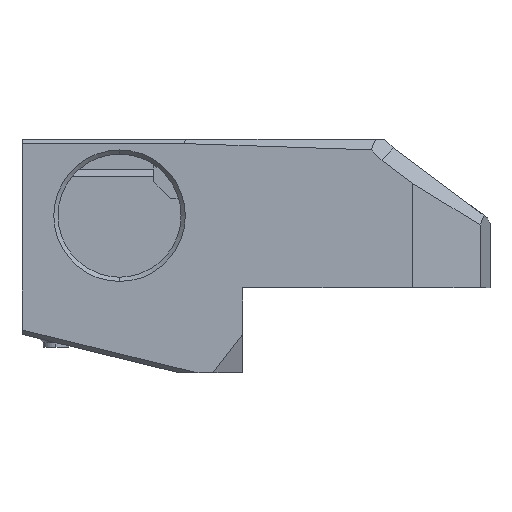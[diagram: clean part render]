
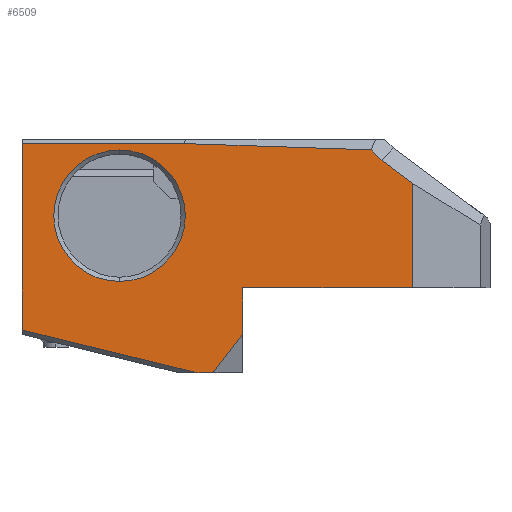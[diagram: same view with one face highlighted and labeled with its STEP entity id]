
A CAD part, left-side view. The second image highlights one B-rep face of the part: STEP entity #6509.
In plain terms, the highlighted planar face has unit normal (-1, 0, 0).
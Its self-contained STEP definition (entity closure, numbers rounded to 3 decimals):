
#16 = VECTOR ( 'NONE', #387, 1000. ) ;
#106 = CARTESIAN_POINT ( 'NONE',  ( -20., -7.307, -0.474 ) ) ;
#184 = DIRECTION ( 'NONE',  ( 0., -0.972, -0.236 ) ) ;
#259 = VECTOR ( 'NONE', #184, 1000. ) ;
#265 = CIRCLE ( 'NONE', #3097, 15.5 ) ;
#277 = VECTOR ( 'NONE', #1211, 1000. ) ;
#278 = ORIENTED_EDGE ( 'NONE', *, *, #4899, .T. ) ;
#284 = ORIENTED_EDGE ( 'NONE', *, *, #2355, .F. ) ;
#387 = DIRECTION ( 'NONE',  ( 0., 1., 0. ) ) ;
#461 = CARTESIAN_POINT ( 'NONE',  ( -20., 33.802, 0.899 ) ) ;
#536 = VERTEX_POINT ( 'NONE', #106 ) ;
#541 = LINE ( 'NONE', #6101, #1465 ) ;
#714 = EDGE_CURVE ( 'NONE', #5465, #6014, #1228, .T. ) ;
#715 = CARTESIAN_POINT ( 'NONE',  ( -20., 23., -33. ) ) ;
#778 = VERTEX_POINT ( 'NONE', #4460 ) ;
#781 = CARTESIAN_POINT ( 'NONE',  ( -20., -9.868, -3.035 ) ) ;
#817 = CARTESIAN_POINT ( 'NONE',  ( -20., 75., -42.971 ) ) ;
#870 = ORIENTED_EDGE ( 'NONE', *, *, #6367, .T. ) ;
#975 = ORIENTED_EDGE ( 'NONE', *, *, #1418, .T. ) ;
#1193 = DIRECTION ( 'NONE',  ( 0., 0., -1. ) ) ;
#1211 = DIRECTION ( 'NONE',  ( 0., 0., 1. ) ) ;
#1228 = LINE ( 'NONE', #6363, #5545 ) ;
#1258 = VERTEX_POINT ( 'NONE', #1350 ) ;
#1288 = VERTEX_POINT ( 'NONE', #3364 ) ;
#1320 = CARTESIAN_POINT ( 'NONE',  ( -20., -17.05, -33. ) ) ;
#1324 = ORIENTED_EDGE ( 'NONE', *, *, #6442, .F. ) ;
#1350 = CARTESIAN_POINT ( 'NONE',  ( -20., 30., -53. ) ) ;
#1418 = EDGE_CURVE ( 'NONE', #778, #1258, #4348, .T. ) ;
#1465 = VECTOR ( 'NONE', #1549, 1000. ) ;
#1497 = EDGE_LOOP ( 'NONE', ( #4117, #1324, #1955, #3549, #2550, #870, #2565, #5659, #284, #278, #975 ) ) ;
#1518 = VECTOR ( 'NONE', #6385, 1000. ) ;
#1549 = DIRECTION ( 'NONE',  ( 0., 0.707, 0.707 ) ) ;
#1608 = ORIENTED_EDGE ( 'NONE', *, *, #6492, .T. ) ;
#1661 = LINE ( 'NONE', #1695, #4974 ) ;
#1695 = CARTESIAN_POINT ( 'NONE',  ( -20., -21.154, 12.769 ) ) ;
#1713 = PLANE ( 'NONE',  #2193 ) ;
#1746 = LINE ( 'NONE', #3773, #1987 ) ;
#1762 = CARTESIAN_POINT ( 'NONE',  ( -20., 52., -0.5 ) ) ;
#1923 = CARTESIAN_POINT ( 'NONE',  ( -20., 75., -53. ) ) ;
#1955 = ORIENTED_EDGE ( 'NONE', *, *, #714, .F. ) ;
#1987 = VECTOR ( 'NONE', #2232, 1000. ) ;
#2193 = AXIS2_PLACEMENT_3D ( 'NONE', #2634, #4655, #3741 ) ;
#2232 = DIRECTION ( 'NONE',  ( 0., 0., -1. ) ) ;
#2347 = VERTEX_POINT ( 'NONE', #3224 ) ;
#2355 = EDGE_CURVE ( 'NONE', #3502, #1288, #2649, .T. ) ;
#2396 = VERTEX_POINT ( 'NONE', #5748 ) ;
#2443 = VERTEX_POINT ( 'NONE', #1762 ) ;
#2450 = DIRECTION ( 'NONE',  ( 0., 0.999, 0.033 ) ) ;
#2550 = ORIENTED_EDGE ( 'NONE', *, *, #4701, .T. ) ;
#2565 = ORIENTED_EDGE ( 'NONE', *, *, #4332, .T. ) ;
#2634 = CARTESIAN_POINT ( 'NONE',  ( -20., -35., 2. ) ) ;
#2649 = LINE ( 'NONE', #5274, #277 ) ;
#2766 = VERTEX_POINT ( 'NONE', #6276 ) ;
#2846 = LINE ( 'NONE', #4932, #16 ) ;
#2953 = EDGE_CURVE ( 'NONE', #4135, #1288, #2846, .T. ) ;
#3097 = AXIS2_PLACEMENT_3D ( 'NONE', #3740, #5764, #1193 ) ;
#3193 = CARTESIAN_POINT ( 'NONE',  ( -20., 36.824, 1. ) ) ;
#3224 = CARTESIAN_POINT ( 'NONE',  ( -20., 52., -31.5 ) ) ;
#3320 = EDGE_CURVE ( 'NONE', #2396, #1258, #1661, .T. ) ;
#3334 = DIRECTION ( 'NONE',  ( 0., 0., 1. ) ) ;
#3364 = CARTESIAN_POINT ( 'NONE',  ( -20., 75., 1. ) ) ;
#3502 = VERTEX_POINT ( 'NONE', #817 ) ;
#3549 = ORIENTED_EDGE ( 'NONE', *, *, #5817, .T. ) ;
#3580 = AXIS2_PLACEMENT_3D ( 'NONE', #3672, #3802, #4720 ) ;
#3672 = CARTESIAN_POINT ( 'NONE',  ( -20., 52., -16. ) ) ;
#3740 = CARTESIAN_POINT ( 'NONE',  ( -20., 52., -16. ) ) ;
#3741 = DIRECTION ( 'NONE',  ( 0., 0., -1. ) ) ;
#3773 = CARTESIAN_POINT ( 'NONE',  ( -20., 23., -35. ) ) ;
#3802 = DIRECTION ( 'NONE',  ( 1., 0., 0. ) ) ;
#4036 = CARTESIAN_POINT ( 'NONE',  ( -20., -17.05, -33. ) ) ;
#4117 = ORIENTED_EDGE ( 'NONE', *, *, #3320, .F. ) ;
#4135 = VERTEX_POINT ( 'NONE', #3193 ) ;
#4183 = DIRECTION ( 'NONE',  ( 0., 0.614, -0.789 ) ) ;
#4229 = ORIENTED_EDGE ( 'NONE', *, *, #5270, .T. ) ;
#4332 = EDGE_CURVE ( 'NONE', #536, #4135, #4975, .T. ) ;
#4348 = LINE ( 'NONE', #1923, #1518 ) ;
#4383 = DIRECTION ( 'NONE',  ( 0., 0.802, 0.597 ) ) ;
#4460 = CARTESIAN_POINT ( 'NONE',  ( -20., 33.769, -53. ) ) ;
#4615 = VECTOR ( 'NONE', #3334, 1000. ) ;
#4616 = VERTEX_POINT ( 'NONE', #781 ) ;
#4655 = DIRECTION ( 'NONE',  ( 1., 0., 0. ) ) ;
#4701 = EDGE_CURVE ( 'NONE', #2766, #4616, #5916, .T. ) ;
#4720 = DIRECTION ( 'NONE',  ( 0., 0., -1. ) ) ;
#4729 = CARTESIAN_POINT ( 'NONE',  ( -20., -18.527, -65.721 ) ) ;
#4750 = DIRECTION ( 'NONE',  ( 0., 1., 0. ) ) ;
#4899 = EDGE_CURVE ( 'NONE', #3502, #778, #6241, .T. ) ;
#4932 = CARTESIAN_POINT ( 'NONE',  ( -20., -35., 1. ) ) ;
#4974 = VECTOR ( 'NONE', #4183, 1000. ) ;
#4975 = LINE ( 'NONE', #461, #5979 ) ;
#5270 = EDGE_CURVE ( 'NONE', #2443, #2347, #265, .T. ) ;
#5274 = CARTESIAN_POINT ( 'NONE',  ( -20., 75., 0. ) ) ;
#5409 = CARTESIAN_POINT ( 'NONE',  ( -20., -23.627, -13.277 ) ) ;
#5465 = VERTEX_POINT ( 'NONE', #4036 ) ;
#5545 = VECTOR ( 'NONE', #4750, 1000. ) ;
#5659 = ORIENTED_EDGE ( 'NONE', *, *, #2953, .T. ) ;
#5748 = CARTESIAN_POINT ( 'NONE',  ( -20., 23., -44. ) ) ;
#5764 = DIRECTION ( 'NONE',  ( 1., 0., 0. ) ) ;
#5817 = EDGE_CURVE ( 'NONE', #5465, #2766, #6355, .T. ) ;
#5831 = FACE_OUTER_BOUND ( 'NONE', #1497, .T. ) ;
#5916 = LINE ( 'NONE', #5409, #6174 ) ;
#5979 = VECTOR ( 'NONE', #2450, 1000. ) ;
#6014 = VERTEX_POINT ( 'NONE', #715 ) ;
#6101 = CARTESIAN_POINT ( 'NONE',  ( -20., -8.662, -1.828 ) ) ;
#6174 = VECTOR ( 'NONE', #4383, 1000. ) ;
#6241 = LINE ( 'NONE', #4729, #259 ) ;
#6267 = FACE_BOUND ( 'NONE', #6307, .T. ) ;
#6276 = CARTESIAN_POINT ( 'NONE',  ( -20., -17.05, -8.381 ) ) ;
#6307 = EDGE_LOOP ( 'NONE', ( #4229, #1608 ) ) ;
#6355 = LINE ( 'NONE', #1320, #4615 ) ;
#6363 = CARTESIAN_POINT ( 'NONE',  ( -20., 28.95, -33. ) ) ;
#6367 = EDGE_CURVE ( 'NONE', #4616, #536, #541, .T. ) ;
#6385 = DIRECTION ( 'NONE',  ( 0., -1., 0. ) ) ;
#6442 = EDGE_CURVE ( 'NONE', #6014, #2396, #1746, .T. ) ;
#6449 = CIRCLE ( 'NONE', #3580, 15.5 ) ;
#6492 = EDGE_CURVE ( 'NONE', #2347, #2443, #6449, .T. ) ;
#6509 = ADVANCED_FACE ( 'NONE', ( #5831, #6267 ), #1713, .F. ) ;
